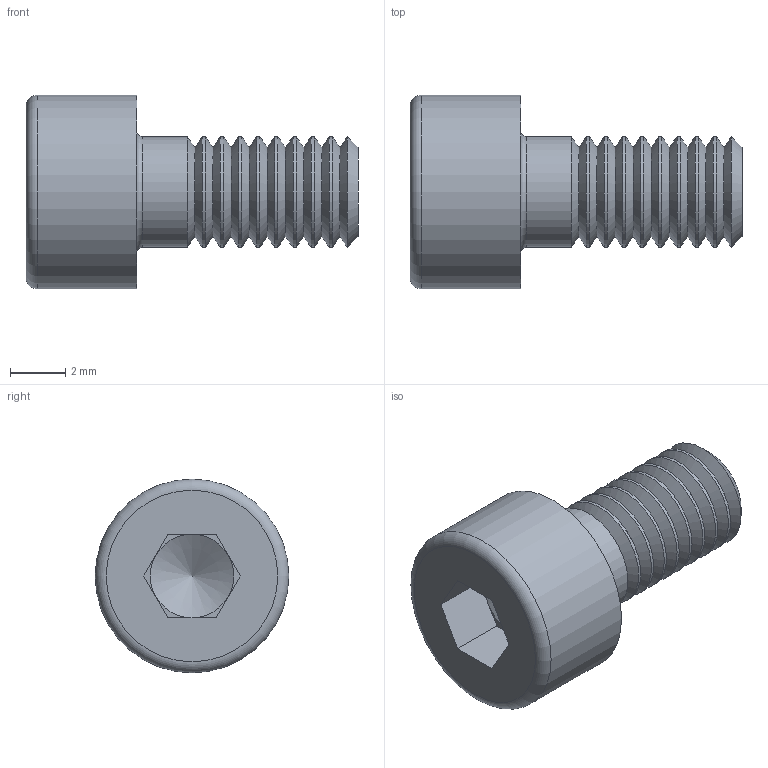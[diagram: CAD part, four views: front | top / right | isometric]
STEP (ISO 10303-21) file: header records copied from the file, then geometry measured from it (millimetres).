
FILE_DESCRIPTION (( 'STEP AP203' ), '1' );
FILE_NAME ('Âèíò ñ âíóòðåííèì øåñòèãðàííèêîì DIN912 M4x8 (ïîëíàÿ ðåçüáà).STEP', '2024-02-26T13:14:25', ( '' ), ( '' ), 'SwSTEP 2.0', 'SolidWorks 2021', '' );
FILE_SCHEMA (( 'CONFIG_CONTROL_DESIGN' ));
Length unit declared in the file: millimetre
Products named in the file (1): Âèíò ñ âíóòðåííèì øåñòèãðàííèêîì DIN912 M4x8 (ïîëíàÿ ðåçüáà)
Bounding box: 12 x 7 x 7 mm (x, y, z)
Volume: 223.8 mm3; surface area: 314.9 mm2
Topology: 1 solids, 1 shells, 47 faces, 99 edges, 55 vertices
Faces by surface type: cone 20, plane 15, cylinder 10, torus 2
Full cylindrical faces by diameter (mm): 4 x9, 7 x1
Entity records: 1109 total; most frequent: DIRECTION 198, CARTESIAN_POINT 162, ORIENTED_EDGE 126, AXIS2_PLACEMENT_3D 87, EDGE_LOOP 80, EDGE_CURVE 63, FACE_OUTER_BOUND 59, VERTEX_POINT 51
